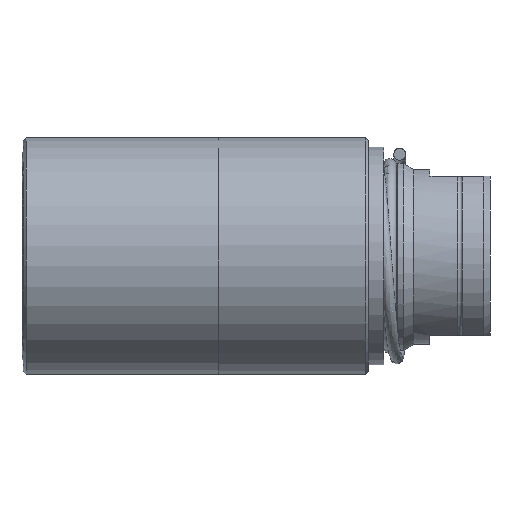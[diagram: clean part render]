
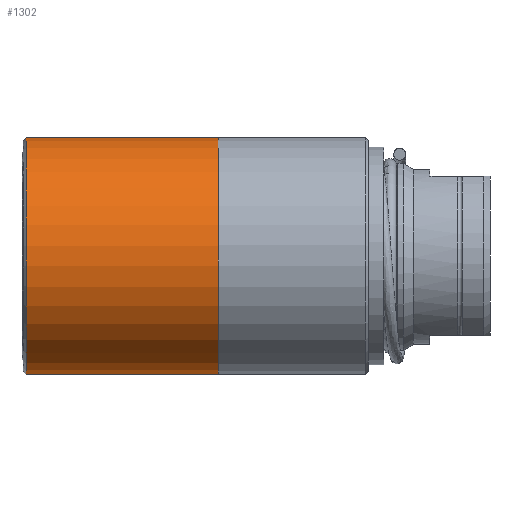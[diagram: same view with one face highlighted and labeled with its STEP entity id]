
A CAD part, front view. The second image highlights one B-rep face of the part: STEP entity #1302.
In plain terms, the highlighted cylindrical face has radius 20.066 mm (diameter 40.132 mm), a full revolution.
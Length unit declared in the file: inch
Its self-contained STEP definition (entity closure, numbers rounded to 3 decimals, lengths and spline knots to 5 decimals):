
#344=FACE_BOUND('',#511,.T.);
#417=FACE_OUTER_BOUND('',#510,.T.);
#510=EDGE_LOOP('',(#1192));
#511=EDGE_LOOP('',(#1193));
#580=CIRCLE('',#1448,0.79);
#581=CIRCLE('',#1450,0.79);
#692=VERTEX_POINT('',#2710);
#693=VERTEX_POINT('',#2713);
#862=EDGE_CURVE('',#692,#692,#580,.T.);
#863=EDGE_CURVE('',#693,#693,#581,.T.);
#1192=ORIENTED_EDGE('',*,*,#863,.F.);
#1193=ORIENTED_EDGE('',*,*,#862,.T.);
#1231=CYLINDRICAL_SURFACE('',#1449,0.79);
#1302=ADVANCED_FACE('',(#417,#344),#1231,.T.);
#1448=AXIS2_PLACEMENT_3D('',#2711,#1794,#1795);
#1449=AXIS2_PLACEMENT_3D('',#2712,#1796,#1797);
#1450=AXIS2_PLACEMENT_3D('',#2714,#1798,#1799);
#1794=DIRECTION('center_axis',(1.,0.,0.));
#1795=DIRECTION('ref_axis',(0.,0.906,-0.424));
#1796=DIRECTION('center_axis',(1.,0.,0.));
#1797=DIRECTION('ref_axis',(0.,0.906,-0.424));
#1798=DIRECTION('center_axis',(1.,0.,0.));
#1799=DIRECTION('ref_axis',(0.,0.906,-0.424));
#2710=CARTESIAN_POINT('',(-1.14153,0.71555,-0.3348));
#2711=CARTESIAN_POINT('Origin',(-1.14153,0.,
0.));
#2712=CARTESIAN_POINT('Origin',(-0.50153,0.,
0.));
#2713=CARTESIAN_POINT('',(0.13847,0.71555,-0.3348));
#2714=CARTESIAN_POINT('Origin',(0.13847,0.,
0.));
